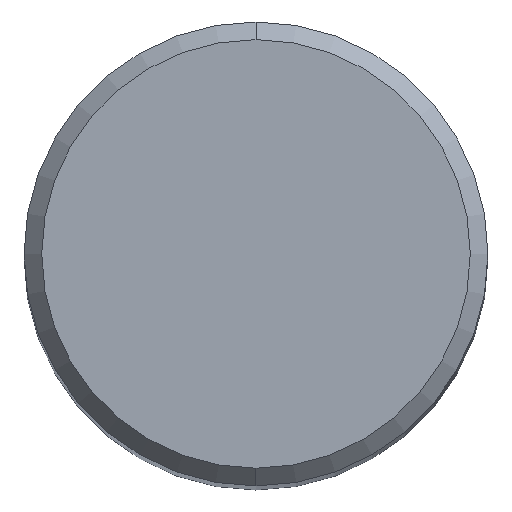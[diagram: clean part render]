
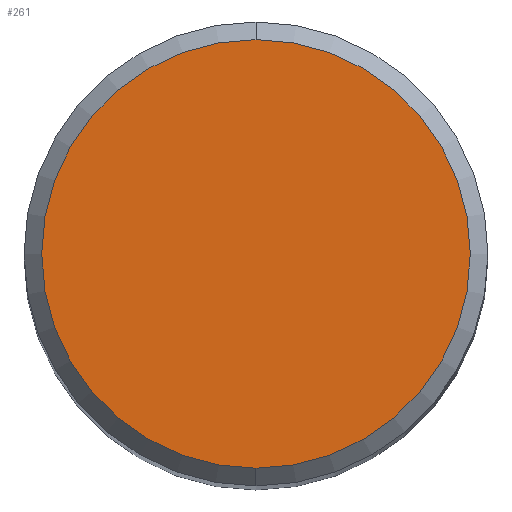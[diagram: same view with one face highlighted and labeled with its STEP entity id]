
A CAD part, top view. The second image highlights one B-rep face of the part: STEP entity #261.
In plain terms, the highlighted planar face has unit normal (0, 0, 1).
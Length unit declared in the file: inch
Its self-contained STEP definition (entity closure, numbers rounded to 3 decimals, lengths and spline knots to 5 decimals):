
#7 = DIRECTION ( 'NONE',  ( 0., 1., 0. ) ) ;
#56 = ORIENTED_EDGE ( 'NONE', *, *, #124, .T. ) ;
#90 = PLANE ( 'NONE',  #147 ) ;
#91 = CIRCLE ( 'NONE', #254, 0.18185 ) ;
#116 = DIRECTION ( 'NONE',  ( 0., 0., 1. ) ) ;
#124 = EDGE_CURVE ( 'NONE', #262, #409, #91, .T. ) ;
#125 = CARTESIAN_POINT ( 'NONE',  ( 0., 0., 0. ) ) ;
#131 = EDGE_LOOP ( 'NONE', ( #229, #56 ) ) ;
#138 = EDGE_CURVE ( 'NONE', #409, #262, #230, .T. ) ;
#147 = AXIS2_PLACEMENT_3D ( 'NONE', #491, #213, #7 ) ;
#178 = CARTESIAN_POINT ( 'NONE',  ( 0., -0.18185, 0. ) ) ;
#199 = DIRECTION ( 'NONE',  ( 0., 0., 1. ) ) ;
#213 = DIRECTION ( 'NONE',  ( 0., 0., -1. ) ) ;
#229 = ORIENTED_EDGE ( 'NONE', *, *, #138, .T. ) ;
#230 = CIRCLE ( 'NONE', #461, 0.18185 ) ;
#246 = DIRECTION ( 'NONE',  ( 0., -1., 0. ) ) ;
#254 = AXIS2_PLACEMENT_3D ( 'NONE', #472, #199, #394 ) ;
#261 = ADVANCED_FACE ( 'NONE', ( #374 ), #90, .F. ) ;
#262 = VERTEX_POINT ( 'NONE', #178 ) ;
#272 = CARTESIAN_POINT ( 'NONE',  ( 0., 0.18185, 0. ) ) ;
#374 = FACE_OUTER_BOUND ( 'NONE', #131, .T. ) ;
#394 = DIRECTION ( 'NONE',  ( 0., -1., 0. ) ) ;
#409 = VERTEX_POINT ( 'NONE', #272 ) ;
#461 = AXIS2_PLACEMENT_3D ( 'NONE', #125, #116, #246 ) ;
#472 = CARTESIAN_POINT ( 'NONE',  ( 0., 0., 0. ) ) ;
#491 = CARTESIAN_POINT ( 'NONE',  ( 0., 0.18185, 0. ) ) ;
